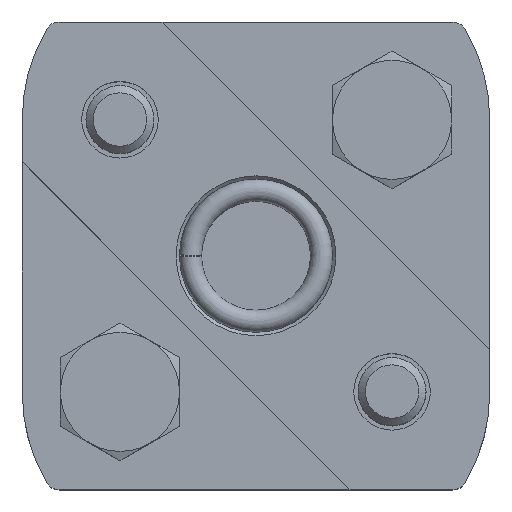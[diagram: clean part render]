
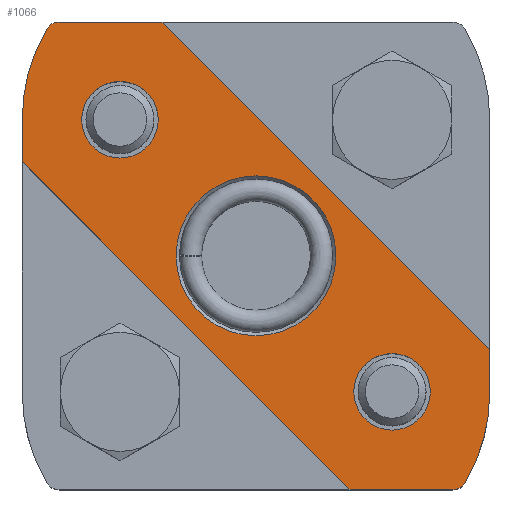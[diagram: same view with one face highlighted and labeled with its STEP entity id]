
A CAD part, top view. The second image highlights one B-rep face of the part: STEP entity #1066.
In plain terms, the highlighted planar face has unit normal (0, 0, 1).
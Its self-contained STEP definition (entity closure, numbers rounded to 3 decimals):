
#96=CIRCLE('',#1200,2.25);
#97=CIRCLE('',#1201,2.25);
#98=CIRCLE('',#1202,4.7);
#99=CIRCLE('',#1203,0.85);
#100=CIRCLE('',#1204,10.6);
#101=CIRCLE('',#1205,0.85);
#102=CIRCLE('',#1206,10.6);
#206=ORIENTED_EDGE('',*,*,#476,.T.);
#207=ORIENTED_EDGE('',*,*,#477,.T.);
#208=ORIENTED_EDGE('',*,*,#478,.T.);
#209=ORIENTED_EDGE('',*,*,#456,.T.);
#210=ORIENTED_EDGE('',*,*,#479,.T.);
#211=ORIENTED_EDGE('',*,*,#471,.T.);
#212=ORIENTED_EDGE('',*,*,#480,.T.);
#213=ORIENTED_EDGE('',*,*,#481,.T.);
#214=ORIENTED_EDGE('',*,*,#439,.T.);
#215=ORIENTED_EDGE('',*,*,#482,.T.);
#216=ORIENTED_EDGE('',*,*,#454,.T.);
#217=ORIENTED_EDGE('',*,*,#483,.T.);
#218=ORIENTED_EDGE('',*,*,#484,.T.);
#439=EDGE_CURVE('',#578,#576,#677,.T.);
#454=EDGE_CURVE('',#587,#589,#688,.T.);
#456=EDGE_CURVE('',#592,#590,#690,.T.);
#471=EDGE_CURVE('',#601,#603,#701,.T.);
#476=EDGE_CURVE('',#608,#608,#96,.T.);
#477=EDGE_CURVE('',#609,#609,#97,.T.);
#478=EDGE_CURVE('',#610,#610,#98,.T.);
#479=EDGE_CURVE('',#590,#601,#702,.T.);
#480=EDGE_CURVE('',#603,#611,#99,.T.);
#481=EDGE_CURVE('',#611,#578,#100,.T.);
#482=EDGE_CURVE('',#576,#587,#703,.T.);
#483=EDGE_CURVE('',#589,#612,#101,.T.);
#484=EDGE_CURVE('',#612,#592,#102,.T.);
#576=VERTEX_POINT('',#1653);
#578=VERTEX_POINT('',#1656);
#587=VERTEX_POINT('',#1679);
#589=VERTEX_POINT('',#1684);
#590=VERTEX_POINT('',#1688);
#592=VERTEX_POINT('',#1691);
#601=VERTEX_POINT('',#1714);
#603=VERTEX_POINT('',#1719);
#608=VERTEX_POINT('',#1733);
#609=VERTEX_POINT('',#1735);
#610=VERTEX_POINT('',#1737);
#611=VERTEX_POINT('',#1740);
#612=VERTEX_POINT('',#1744);
#677=LINE('',#1655,#743);
#688=LINE('',#1685,#754);
#690=LINE('',#1690,#756);
#701=LINE('',#1720,#767);
#702=LINE('',#1738,#768);
#703=LINE('',#1742,#769);
#743=VECTOR('',#1317,1000.);
#754=VECTOR('',#1342,1000.);
#756=VECTOR('',#1346,1000.);
#767=VECTOR('',#1371,1000.);
#768=VECTOR('',#1392,1000.);
#769=VECTOR('',#1397,1000.);
#820=EDGE_LOOP('',(#206));
#821=EDGE_LOOP('',(#207));
#822=EDGE_LOOP('',(#208));
#823=EDGE_LOOP('',(#209,#210,#211,#212,#213,#214,#215,#216,#217,#218));
#926=FACE_BOUND('',#820,.T.);
#927=FACE_BOUND('',#821,.T.);
#928=FACE_BOUND('',#822,.T.);
#929=FACE_BOUND('',#823,.T.);
#1024=PLANE('',#1199);
#1066=ADVANCED_FACE('',(#926,#927,#928,#929),#1024,.T.);
#1199=AXIS2_PLACEMENT_3D('',#1731,#1384,#1385);
#1200=AXIS2_PLACEMENT_3D('',#1732,#1386,#1387);
#1201=AXIS2_PLACEMENT_3D('',#1734,#1388,#1389);
#1202=AXIS2_PLACEMENT_3D('',#1736,#1390,#1391);
#1203=AXIS2_PLACEMENT_3D('',#1739,#1393,#1394);
#1204=AXIS2_PLACEMENT_3D('',#1741,#1395,#1396);
#1205=AXIS2_PLACEMENT_3D('',#1743,#1398,#1399);
#1206=AXIS2_PLACEMENT_3D('',#1745,#1400,#1401);
#1317=DIRECTION('',(0.,-1.,0.));
#1342=DIRECTION('',(1.,0.,0.));
#1346=DIRECTION('',(0.,1.,0.));
#1371=DIRECTION('',(-1.,0.,0.));
#1384=DIRECTION('',(0.,0.,1.));
#1385=DIRECTION('',(1.,0.,0.));
#1386=DIRECTION('',(0.,0.,-1.));
#1387=DIRECTION('',(-1.,0.,0.));
#1388=DIRECTION('',(0.,0.,-1.));
#1389=DIRECTION('',(-1.,0.,0.));
#1390=DIRECTION('',(0.,0.,-1.));
#1391=DIRECTION('',(-1.,0.,0.));
#1392=DIRECTION('',(-0.707,0.707,0.));
#1393=DIRECTION('',(0.,0.,1.));
#1394=DIRECTION('',(1.,0.,0.));
#1395=DIRECTION('',(0.,0.,1.));
#1396=DIRECTION('',(1.,0.,0.));
#1397=DIRECTION('',(0.707,-0.707,0.));
#1398=DIRECTION('',(0.,0.,1.));
#1399=DIRECTION('',(1.,0.,0.));
#1400=DIRECTION('',(0.,0.,1.));
#1401=DIRECTION('',(1.,0.,0.));
#1653=CARTESIAN_POINT('',(-13.75,5.528,13.));
#1655=CARTESIAN_POINT('',(-13.75,8.,13.));
#1656=CARTESIAN_POINT('',(-13.75,8.,13.));
#1679=CARTESIAN_POINT('',(5.528,-13.75,13.));
#1684=CARTESIAN_POINT('',(11.579,-13.75,13.));
#1685=CARTESIAN_POINT('',(-11.579,-13.75,13.));
#1688=CARTESIAN_POINT('',(13.75,-5.528,13.));
#1690=CARTESIAN_POINT('',(13.75,-8.,13.));
#1691=CARTESIAN_POINT('',(13.75,-8.,13.));
#1714=CARTESIAN_POINT('',(-5.528,13.75,13.));
#1719=CARTESIAN_POINT('',(-11.579,13.75,13.));
#1720=CARTESIAN_POINT('',(11.579,13.75,13.));
#1731=CARTESIAN_POINT('',(-3.15,-8.,13.));
#1732=CARTESIAN_POINT('',(-8.,8.,13.));
#1733=CARTESIAN_POINT('',(-10.25,8.,13.));
#1734=CARTESIAN_POINT('',(8.,-8.,13.));
#1735=CARTESIAN_POINT('',(5.75,-8.,13.));
#1736=CARTESIAN_POINT('',(0.,0.,13.));
#1737=CARTESIAN_POINT('',(-4.7,0.,13.));
#1738=CARTESIAN_POINT('',(6.536,1.686,13.));
#1739=CARTESIAN_POINT('',(-11.579,12.9,13.));
#1740=CARTESIAN_POINT('',(-12.314,13.327,13.));
#1741=CARTESIAN_POINT('',(-3.15,8.,13.));
#1742=CARTESIAN_POINT('',(-1.686,-6.536,13.));
#1743=CARTESIAN_POINT('',(11.579,-12.9,13.));
#1744=CARTESIAN_POINT('',(12.314,-13.327,13.));
#1745=CARTESIAN_POINT('',(3.15,-8.,13.));
